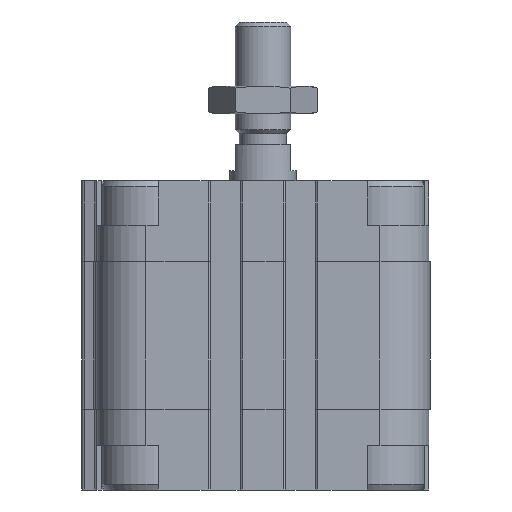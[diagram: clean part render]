
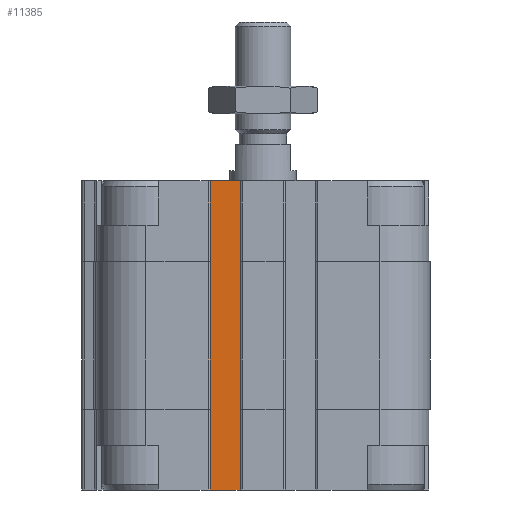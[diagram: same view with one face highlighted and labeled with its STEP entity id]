
A CAD part, left-side view. The second image highlights one B-rep face of the part: STEP entity #11385.
In plain terms, the highlighted face is planar.
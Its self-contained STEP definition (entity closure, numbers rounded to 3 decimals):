
#151=LINE('',#17157,#1211);
#314=LINE('',#17791,#1374);
#315=LINE('',#17793,#1375);
#316=LINE('',#17795,#1376);
#1211=VECTOR('',#13375,1000.);
#1374=VECTOR('',#13916,1000.);
#1375=VECTOR('',#13919,1000.);
#1376=VECTOR('',#13920,1000.);
#2228=PLANE('',#12282);
#3639=ORIENTED_EDGE('',*,*,#6632,.F.);
#3640=ORIENTED_EDGE('',*,*,#6940,.F.);
#3641=ORIENTED_EDGE('',*,*,#6941,.T.);
#3642=ORIENTED_EDGE('',*,*,#6942,.T.);
#6632=EDGE_CURVE('',#8306,#8307,#151,.T.);
#6940=EDGE_CURVE('',#8588,#8306,#314,.T.);
#6941=EDGE_CURVE('',#8588,#8589,#315,.T.);
#6942=EDGE_CURVE('',#8589,#8307,#316,.T.);
#8306=VERTEX_POINT('',#17156);
#8307=VERTEX_POINT('',#17158);
#8588=VERTEX_POINT('',#17790);
#8589=VERTEX_POINT('',#17794);
#9771=EDGE_LOOP('',(#3639,#3640,#3641,#3642));
#10565=FACE_BOUND('',#9771,.T.);
#11385=ADVANCED_FACE('',(#10565),#2228,.T.);
#12282=AXIS2_PLACEMENT_3D('',#17792,#13917,#13918);
#13375=DIRECTION('',(0.,1.,0.));
#13916=DIRECTION('',(0.,0.,1.));
#13917=DIRECTION('',(1.,0.,0.));
#13918=DIRECTION('',(0.,0.,-1.));
#13919=DIRECTION('',(0.,1.,0.));
#13920=DIRECTION('',(0.,0.,1.));
#17156=CARTESIAN_POINT('',(25.,-9.75,0.));
#17157=CARTESIAN_POINT('',(25.,-9.75,0.));
#17158=CARTESIAN_POINT('',(25.,-3.75,0.));
#17790=CARTESIAN_POINT('',(25.,-9.75,-55.5));
#17791=CARTESIAN_POINT('',(25.,-9.75,-14.5));
#17792=CARTESIAN_POINT('',(25.,-9.75,-14.5));
#17793=CARTESIAN_POINT('',(25.,-9.75,-55.5));
#17794=CARTESIAN_POINT('',(25.,-3.75,-55.5));
#17795=CARTESIAN_POINT('',(25.,-3.75,-14.5));
